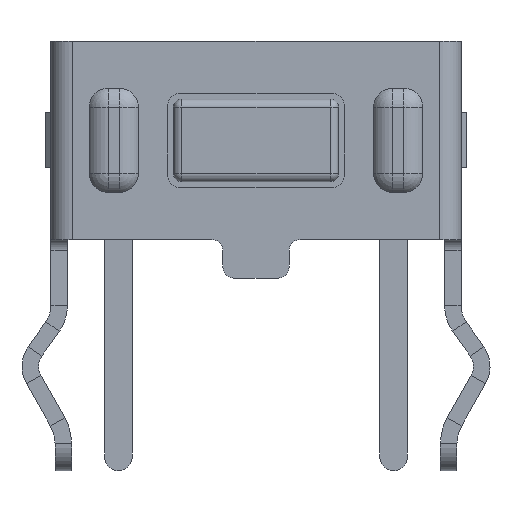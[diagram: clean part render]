
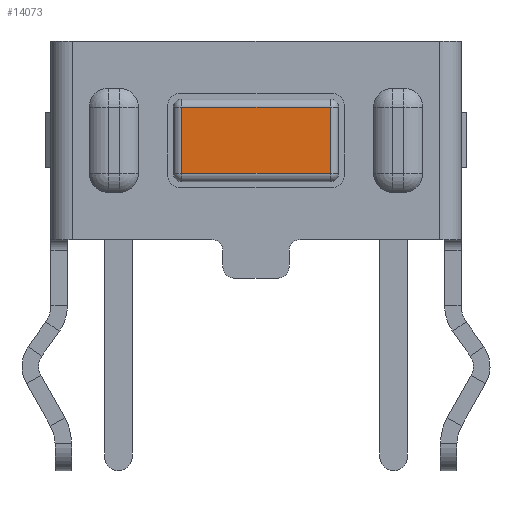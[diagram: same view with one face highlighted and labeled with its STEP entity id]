
A CAD part, front view. The second image highlights one B-rep face of the part: STEP entity #14073.
In plain terms, the highlighted planar face has unit normal (0, -1, 0).
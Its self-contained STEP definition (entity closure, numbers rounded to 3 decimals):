
#609 = VECTOR ( 'NONE', #8030, 1000. ) ;
#1982 = AXIS2_PLACEMENT_3D ( 'NONE', #8318, #13236, #6567 ) ;
#4115 = ORIENTED_EDGE ( 'NONE', *, *, #20354, .T. ) ;
#5291 = ORIENTED_EDGE ( 'NONE', *, *, #16747, .T. ) ;
#5594 = DIRECTION ( 'NONE',  ( 0., 0., 1. ) ) ;
#5724 = VECTOR ( 'NONE', #16650, 1000. ) ;
#6234 = VECTOR ( 'NONE', #5594, 1000. ) ;
#6567 = DIRECTION ( 'NONE',  ( 0., 0., 1. ) ) ;
#6770 = FACE_OUTER_BOUND ( 'NONE', #7704, .T. ) ;
#7240 = LINE ( 'NONE', #12072, #6234 ) ;
#7704 = EDGE_LOOP ( 'NONE', ( #5291, #4115, #20168, #18712 ) ) ;
#7808 = CARTESIAN_POINT ( 'NONE',  ( 0., -3.15, 1.9 ) ) ;
#8030 = DIRECTION ( 'NONE',  ( -1., 0., 0. ) ) ;
#8089 = VERTEX_POINT ( 'NONE', #18485 ) ;
#8318 = CARTESIAN_POINT ( 'NONE',  ( 0., -3.15, 0. ) ) ;
#9519 = CARTESIAN_POINT ( 'NONE',  ( 1.35, -3.15, 3.1 ) ) ;
#10077 = LINE ( 'NONE', #18286, #5724 ) ;
#11962 = EDGE_CURVE ( 'NONE', #15882, #19897, #21416, .T. ) ;
#12072 = CARTESIAN_POINT ( 'NONE',  ( 1.35, -3.15, 0. ) ) ;
#12940 = CARTESIAN_POINT ( 'NONE',  ( 0., -3.15, 3.1 ) ) ;
#13236 = DIRECTION ( 'NONE',  ( 0., 1., 0. ) ) ;
#14073 = ADVANCED_FACE ( 'NONE', ( #6770 ), #14881, .F. ) ;
#14881 = PLANE ( 'NONE',  #1982 ) ;
#15882 = VERTEX_POINT ( 'NONE', #9519 ) ;
#15999 = CARTESIAN_POINT ( 'NONE',  ( -1.35, -3.15, 3.1 ) ) ;
#16650 = DIRECTION ( 'NONE',  ( 0., 0., -1. ) ) ;
#16747 = EDGE_CURVE ( 'NONE', #19897, #17709, #10077, .T. ) ;
#17660 = DIRECTION ( 'NONE',  ( 1., 0., 0. ) ) ;
#17709 = VERTEX_POINT ( 'NONE', #17761 ) ;
#17736 = VECTOR ( 'NONE', #17660, 1000. ) ;
#17761 = CARTESIAN_POINT ( 'NONE',  ( -1.35, -3.15, 1.9 ) ) ;
#18286 = CARTESIAN_POINT ( 'NONE',  ( -1.35, -3.15, 0. ) ) ;
#18485 = CARTESIAN_POINT ( 'NONE',  ( 1.35, -3.15, 1.9 ) ) ;
#18712 = ORIENTED_EDGE ( 'NONE', *, *, #11962, .T. ) ;
#19897 = VERTEX_POINT ( 'NONE', #15999 ) ;
#20168 = ORIENTED_EDGE ( 'NONE', *, *, #21330, .T. ) ;
#20354 = EDGE_CURVE ( 'NONE', #17709, #8089, #21196, .T. ) ;
#21196 = LINE ( 'NONE', #7808, #17736 ) ;
#21330 = EDGE_CURVE ( 'NONE', #8089, #15882, #7240, .T. ) ;
#21416 = LINE ( 'NONE', #12940, #609 ) ;
